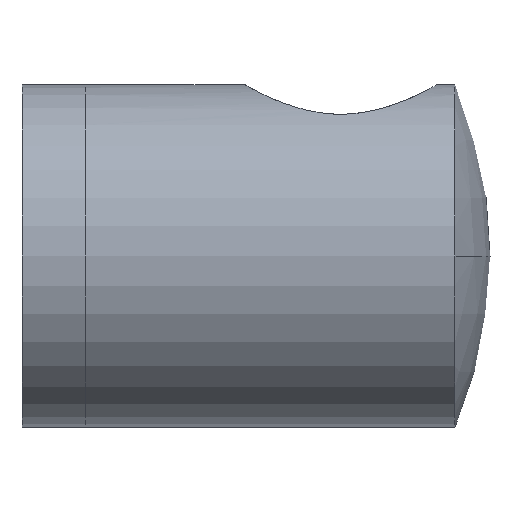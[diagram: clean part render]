
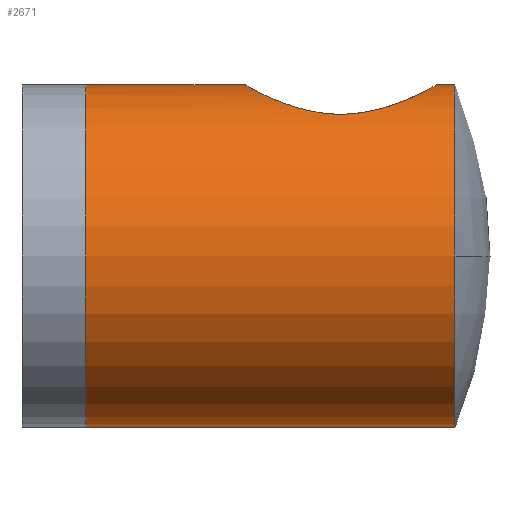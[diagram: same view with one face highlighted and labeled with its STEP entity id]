
A CAD part, front view. The second image highlights one B-rep face of the part: STEP entity #2671.
In plain terms, the highlighted cylindrical face has radius 11 mm (diameter 22 mm), a partial arc.
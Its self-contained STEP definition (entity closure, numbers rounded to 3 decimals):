
#73 = CARTESIAN_POINT ( 'NONE',  ( 20.025, -5.946, 9.255 ) ) ;
#81 = LINE ( 'NONE', #1106, #1860 ) ;
#85 = CARTESIAN_POINT ( 'NONE',  ( 12.25, -0.416, 11. ) ) ;
#88 = EDGE_CURVE ( 'NONE', #742, #2305, #81, .T. ) ;
#109 = CARTESIAN_POINT ( 'NONE',  ( 12.463, -1.618, 10.882 ) ) ;
#137 = EDGE_CURVE ( 'NONE', #1237, #1520, #1656, .T. ) ;
#195 = DIRECTION ( 'NONE',  ( -1., 0., 0. ) ) ;
#292 = CARTESIAN_POINT ( 'NONE',  ( 16.385, -5.824, 9.333 ) ) ;
#301 = CARTESIAN_POINT ( 'NONE',  ( 12.413, -1.42, 10.91 ) ) ;
#306 = CARTESIAN_POINT ( 'NONE',  ( 24.346, -1.622, 10.887 ) ) ;
#316 = CARTESIAN_POINT ( 'NONE',  ( 22.604, -4.493, 10.042 ) ) ;
#421 = DIRECTION ( 'NONE',  ( 0., 0., 1. ) ) ;
#485 = EDGE_CURVE ( 'NONE', #742, #2358, #2437, .T. ) ;
#489 = CARTESIAN_POINT ( 'NONE',  ( 24.55, 0., 11. ) ) ;
#492 = DIRECTION ( 'NONE',  ( -1., 0., 0. ) ) ;
#494 = CARTESIAN_POINT ( 'NONE',  ( 12.583, -2.008, 10.817 ) ) ;
#501 = CARTESIAN_POINT ( 'NONE',  ( 23.911, -2.76, 10.655 ) ) ;
#522 = CARTESIAN_POINT ( 'NONE',  ( 15.646, -5.514, 9.52 ) ) ;
#526 = CARTESIAN_POINT ( 'NONE',  ( 23.721, -3.11, 10.557 ) ) ;
#541 = VERTEX_POINT ( 'NONE', #489 ) ;
#631 = ORIENTED_EDGE ( 'NONE', *, *, #1649, .T. ) ;
#695 = CARTESIAN_POINT ( 'NONE',  ( 24.508, -0.823, 10.977 ) ) ;
#708 = CARTESIAN_POINT ( 'NONE',  ( 24.55, 0., 11. ) ) ;
#715 = CARTESIAN_POINT ( 'NONE',  ( 24.224, -2.017, 10.82 ) ) ;
#720 = CARTESIAN_POINT ( 'NONE',  ( 14.635, -4.879, 9.862 ) ) ;
#742 = VERTEX_POINT ( 'NONE', #2054 ) ;
#750 = ORIENTED_EDGE ( 'NONE', *, *, #485, .T. ) ;
#812 = CARTESIAN_POINT ( 'NONE',  ( 0., 0., 11. ) ) ;
#867 = CIRCLE ( 'NONE', #1881, 11. ) ;
#871 = CARTESIAN_POINT ( 'NONE',  ( 12.25, 0., 11. ) ) ;
#920 = CARTESIAN_POINT ( 'NONE',  ( 19.226, -6.108, 9.149 ) ) ;
#950 = CARTESIAN_POINT ( 'NONE',  ( 24.55, -0.416, 11. ) ) ;
#980 = CARTESIAN_POINT ( 'NONE',  ( 2., 0., 11. ) ) ;
#984 = EDGE_CURVE ( 'NONE', #2305, #1520, #2099, .T. ) ;
#1048 = CYLINDRICAL_SURFACE ( 'NONE', #2617, 11. ) ;
#1106 = CARTESIAN_POINT ( 'NONE',  ( 0., 0., -11. ) ) ;
#1110 = DIRECTION ( 'NONE',  ( 0., 0., 1. ) ) ;
#1111 = EDGE_LOOP ( 'NONE', ( #1886, #750, #2296, #631, #1209, #2032, #2095 ) ) ;
#1113 = CARTESIAN_POINT ( 'NONE',  ( 17.578, -6.108, 9.149 ) ) ;
#1141 = CARTESIAN_POINT ( 'NONE',  ( 13.52, -3.764, 10.342 ) ) ;
#1146 = CARTESIAN_POINT ( 'NONE',  ( 2., 0., -11. ) ) ;
#1151 = CARTESIAN_POINT ( 'NONE',  ( 21.993, -4.995, 9.801 ) ) ;
#1176 = AXIS2_PLACEMENT_3D ( 'NONE', #2563, #1935, #2580 ) ;
#1209 = ORIENTED_EDGE ( 'NONE', *, *, #1362, .T. ) ;
#1237 = VERTEX_POINT ( 'NONE', #871 ) ;
#1283 = AXIS2_PLACEMENT_3D ( 'NONE', #2751, #2336, #421 ) ;
#1335 = CARTESIAN_POINT ( 'NONE',  ( 23.021, -4.078, 10.221 ) ) ;
#1347 = CARTESIAN_POINT ( 'NONE',  ( 18.818, -6.15, 9.12 ) ) ;
#1361 = DIRECTION ( 'NONE',  ( -1., 0., 0. ) ) ;
#1362 = EDGE_CURVE ( 'NONE', #541, #1237, #2168, .T. ) ;
#1363 = CARTESIAN_POINT ( 'NONE',  ( 12.888, -2.758, 10.655 ) ) ;
#1400 = CARTESIAN_POINT ( 'NONE',  ( 0., 0., 11. ) ) ;
#1445 = CARTESIAN_POINT ( 'NONE',  ( 0., 0., 0. ) ) ;
#1512 = CARTESIAN_POINT ( 'NONE',  ( 25.749, 0., 0. ) ) ;
#1520 = VERTEX_POINT ( 'NONE', #980 ) ;
#1543 = CARTESIAN_POINT ( 'NONE',  ( 16.778, -5.946, 9.255 ) ) ;
#1576 = CARTESIAN_POINT ( 'NONE',  ( 12.292, -0.822, 10.977 ) ) ;
#1584 = VERTEX_POINT ( 'NONE', #2726 ) ;
#1649 = EDGE_CURVE ( 'NONE', #1584, #541, #2402, .T. ) ;
#1656 = LINE ( 'NONE', #1400, #2425 ) ;
#1757 = CARTESIAN_POINT ( 'NONE',  ( 13.776, -4.073, 10.223 ) ) ;
#1772 = CARTESIAN_POINT ( 'NONE',  ( 12.25, 0., 11. ) ) ;
#1785 = CARTESIAN_POINT ( 'NONE',  ( 17.985, -6.15, 9.12 ) ) ;
#1860 = VECTOR ( 'NONE', #492, 1000. ) ;
#1877 = EDGE_CURVE ( 'NONE', #2358, #1584, #867, .T. ) ;
#1881 = AXIS2_PLACEMENT_3D ( 'NONE', #1512, #1938, #1110 ) ;
#1886 = ORIENTED_EDGE ( 'NONE', *, *, #88, .F. ) ;
#1906 = DIRECTION ( 'NONE',  ( -1., 0., 0. ) ) ;
#1935 = DIRECTION ( 'NONE',  ( -1., 0., 0. ) ) ;
#1938 = DIRECTION ( 'NONE',  ( -1., 0., 0. ) ) ;
#1970 = CARTESIAN_POINT ( 'NONE',  ( 21.5, -5.326, 9.628 ) ) ;
#1978 = CARTESIAN_POINT ( 'NONE',  ( 15.294, -5.323, 9.63 ) ) ;
#2012 = CARTESIAN_POINT ( 'NONE',  ( 23.273, -3.772, 10.339 ) ) ;
#2032 = ORIENTED_EDGE ( 'NONE', *, *, #137, .T. ) ;
#2054 = CARTESIAN_POINT ( 'NONE',  ( 25.749, 0., -11. ) ) ;
#2095 = ORIENTED_EDGE ( 'NONE', *, *, #984, .F. ) ;
#2099 = CIRCLE ( 'NONE', #1283, 11. ) ;
#2168 = B_SPLINE_CURVE_WITH_KNOTS ( 'NONE', 3,
 ( #708, #950, #695, #306, #715, #501, #526, #2012, #1335, #316, #2415, #2213, #1151, #1970, #2656, #2638, #73, #920, #1347, #1785, #1113, #1543, #292, #522, #1978, #720, #2424, #1757, #1141, #2648, #1363, #2615, #494, #109, #301, #1576, #85, #1772 ),
 .UNSPECIFIED., .F., .F.,
 ( 4, 2, 2, 2, 2, 2, 2, 2, 2, 2, 2, 2, 2, 2, 2, 2, 2, 2, 4 ),
 ( 0., 0.001, 0.002, 0.004, 0.005, 0.006, 0.006, 0.007, 0.009, 0.01, 0.011, 0.012, 0.014, 0.015, 0.016, 0.017, 0.018, 0.018, 0.02 ),
 .UNSPECIFIED. ) ;
#2203 = CARTESIAN_POINT ( 'NONE',  ( 25.749, -11., 0. ) ) ;
#2213 = CARTESIAN_POINT ( 'NONE',  ( 22.153, -4.876, 9.861 ) ) ;
#2235 = VECTOR ( 'NONE', #1906, 1000. ) ;
#2296 = ORIENTED_EDGE ( 'NONE', *, *, #1877, .T. ) ;
#2305 = VERTEX_POINT ( 'NONE', #1146 ) ;
#2336 = DIRECTION ( 'NONE',  ( -1., 0., 0. ) ) ;
#2358 = VERTEX_POINT ( 'NONE', #2203 ) ;
#2367 = DIRECTION ( 'NONE',  ( 0., 0., 1. ) ) ;
#2402 = LINE ( 'NONE', #812, #2235 ) ;
#2415 = CARTESIAN_POINT ( 'NONE',  ( 22.458, -4.625, 9.981 ) ) ;
#2424 = CARTESIAN_POINT ( 'NONE',  ( 14.332, -4.629, 9.983 ) ) ;
#2425 = VECTOR ( 'NONE', #1361, 1000. ) ;
#2437 = CIRCLE ( 'NONE', #1176, 11. ) ;
#2458 = FACE_OUTER_BOUND ( 'NONE', #1111, .T. ) ;
#2563 = CARTESIAN_POINT ( 'NONE',  ( 25.749, 0., 0. ) ) ;
#2580 = DIRECTION ( 'NONE',  ( 0., 0., 1. ) ) ;
#2615 = CARTESIAN_POINT ( 'NONE',  ( 12.654, -2.201, 10.779 ) ) ;
#2617 = AXIS2_PLACEMENT_3D ( 'NONE', #1445, #195, #2367 ) ;
#2638 = CARTESIAN_POINT ( 'NONE',  ( 20.418, -5.823, 9.334 ) ) ;
#2648 = CARTESIAN_POINT ( 'NONE',  ( 13.078, -3.107, 10.558 ) ) ;
#2656 = CARTESIAN_POINT ( 'NONE',  ( 21.154, -5.514, 9.52 ) ) ;
#2671 = ADVANCED_FACE ( 'NONE', ( #2458 ), #1048, .T. ) ;
#2726 = CARTESIAN_POINT ( 'NONE',  ( 25.749, 0., 11. ) ) ;
#2751 = CARTESIAN_POINT ( 'NONE',  ( 2., 0., 0. ) ) ;
